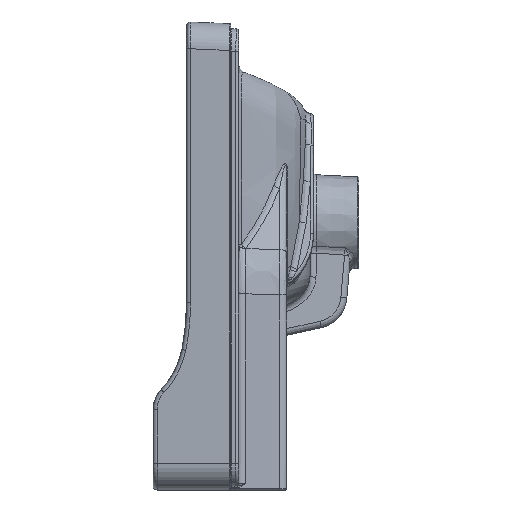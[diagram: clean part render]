
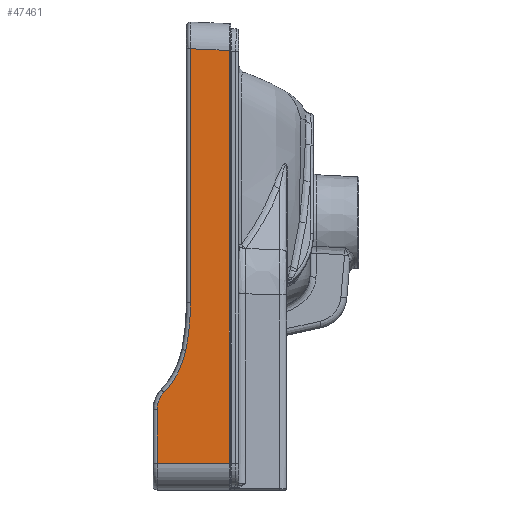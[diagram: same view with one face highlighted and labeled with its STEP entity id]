
A CAD part, left-side view. The second image highlights one B-rep face of the part: STEP entity #47461.
In plain terms, the highlighted planar face has unit normal (-1, 0, 0).
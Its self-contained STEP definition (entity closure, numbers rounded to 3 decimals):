
#365 = EDGE_CURVE ( 'NONE', #36113, #42571, #50913, .T. ) ;
#1321 = LINE ( 'NONE', #11493, #18095 ) ;
#1857 = CARTESIAN_POINT ( 'NONE',  ( -200., 78., 175. ) ) ;
#2088 = CARTESIAN_POINT ( 'NONE',  ( -200., 107., -35. ) ) ;
#2341 = ORIENTED_EDGE ( 'NONE', *, *, #365, .T. ) ;
#3051 = EDGE_LOOP ( 'NONE', ( #50971, #32415, #41955, #2341, #49097, #45808, #9993, #42742 ) ) ;
#3451 = DIRECTION ( 'NONE',  ( 0., 0., -1. ) ) ;
#3653 = CARTESIAN_POINT ( 'NONE',  ( -200., 113.25, -115. ) ) ;
#6179 = LINE ( 'NONE', #18520, #39715 ) ;
#6759 = VERTEX_POINT ( 'NONE', #30470 ) ;
#6874 = DIRECTION ( 'NONE',  ( 0., 0., 1. ) ) ;
#7172 = FACE_OUTER_BOUND ( 'NONE', #3051, .T. ) ;
#7792 = EDGE_CURVE ( 'NONE', #28923, #15222, #1321, .T. ) ;
#8938 = CARTESIAN_POINT ( 'NONE',  ( -200., 107., 154.981 ) ) ;
#9349 = DIRECTION ( 'NONE',  ( 0., 0., -1. ) ) ;
#9993 = ORIENTED_EDGE ( 'NONE', *, *, #38502, .T. ) ;
#10755 = CIRCLE ( 'NONE', #16782, 18.75 ) ;
#11493 = CARTESIAN_POINT ( 'NONE',  ( -200., 132., -155. ) ) ;
#11503 = CARTESIAN_POINT ( 'NONE',  ( -200., 110.867, 155.15 ) ) ;
#12370 = CARTESIAN_POINT ( 'NONE',  ( -200., 132., -115. ) ) ;
#14962 = VERTEX_POINT ( 'NONE', #33718 ) ;
#15222 = VERTEX_POINT ( 'NONE', #39591 ) ;
#15731 = AXIS2_PLACEMENT_3D ( 'NONE', #48025, #34884, #44005 ) ;
#16246 = DIRECTION ( 'NONE',  ( -1., 0., 0. ) ) ;
#16523 = VERTEX_POINT ( 'NONE', #31644 ) ;
#16782 = AXIS2_PLACEMENT_3D ( 'NONE', #3653, #16246, #43891 ) ;
#18095 = VECTOR ( 'NONE', #3451, 1000. ) ;
#18520 = CARTESIAN_POINT ( 'NONE',  ( -200., 110., -155. ) ) ;
#20791 = VECTOR ( 'NONE', #35384, 1000. ) ;
#21697 = CIRCLE ( 'NONE', #51706, 182.78 ) ;
#21936 = VECTOR ( 'NONE', #9349, 1000. ) ;
#22164 = CARTESIAN_POINT ( 'NONE',  ( -200., 289.78, -35. ) ) ;
#22231 = LINE ( 'NONE', #1857, #51664 ) ;
#22580 = CIRCLE ( 'NONE', #15731, 63.609 ) ;
#22699 = DIRECTION ( 'NONE',  ( 1., 0., 0. ) ) ;
#26021 = AXIS2_PLACEMENT_3D ( 'NONE', #40434, #32369, #32640 ) ;
#28923 = VERTEX_POINT ( 'NONE', #12370 ) ;
#29549 = DIRECTION ( 'NONE',  ( 0., -1., 0. ) ) ;
#30470 = CARTESIAN_POINT ( 'NONE',  ( -200., 78., 153.715 ) ) ;
#31644 = CARTESIAN_POINT ( 'NONE',  ( -200., 110.497, -70.584 ) ) ;
#32369 = DIRECTION ( 'NONE',  ( -1., 0., 0. ) ) ;
#32415 = ORIENTED_EDGE ( 'NONE', *, *, #41499, .T. ) ;
#32640 = DIRECTION ( 'NONE',  ( 0., 0., 1. ) ) ;
#33718 = CARTESIAN_POINT ( 'NONE',  ( -200., 78., -155. ) ) ;
#34584 = DIRECTION ( 'NONE',  ( 0., 0., 1. ) ) ;
#34884 = DIRECTION ( 'NONE',  ( 1., 0., 0. ) ) ;
#34914 = CARTESIAN_POINT ( 'NONE',  ( -200., 107., -35. ) ) ;
#35384 = DIRECTION ( 'NONE',  ( 0., 0.999, 0.044 ) ) ;
#36113 = VERTEX_POINT ( 'NONE', #8938 ) ;
#38502 = EDGE_CURVE ( 'NONE', #45041, #28923, #10755, .T. ) ;
#39591 = CARTESIAN_POINT ( 'NONE',  ( -200., 132., -155. ) ) ;
#39715 = VECTOR ( 'NONE', #29549, 1000. ) ;
#40434 = CARTESIAN_POINT ( 'NONE',  ( -200., 110., 175. ) ) ;
#41499 = EDGE_CURVE ( 'NONE', #14962, #6759, #22231, .T. ) ;
#41955 = ORIENTED_EDGE ( 'NONE', *, *, #49561, .T. ) ;
#41964 = EDGE_CURVE ( 'NONE', #42571, #16523, #21697, .T. ) ;
#42571 = VERTEX_POINT ( 'NONE', #34914 ) ;
#42742 = ORIENTED_EDGE ( 'NONE', *, *, #7792, .T. ) ;
#43167 = LINE ( 'NONE', #11503, #20791 ) ;
#43891 = DIRECTION ( 'NONE',  ( 0., 0., 1. ) ) ;
#44005 = DIRECTION ( 'NONE',  ( 0., 0., 1. ) ) ;
#44849 = EDGE_CURVE ( 'NONE', #15222, #14962, #6179, .T. ) ;
#44957 = EDGE_CURVE ( 'NONE', #16523, #45041, #22580, .T. ) ;
#45041 = VERTEX_POINT ( 'NONE', #51520 ) ;
#45808 = ORIENTED_EDGE ( 'NONE', *, *, #44957, .T. ) ;
#47461 = ADVANCED_FACE ( 'NONE', ( #7172 ), #52244, .T. ) ;
#48025 = CARTESIAN_POINT ( 'NONE',  ( -200., 172.89, -58.2 ) ) ;
#49097 = ORIENTED_EDGE ( 'NONE', *, *, #41964, .T. ) ;
#49561 = EDGE_CURVE ( 'NONE', #6759, #36113, #43167, .T. ) ;
#50913 = LINE ( 'NONE', #2088, #21936 ) ;
#50971 = ORIENTED_EDGE ( 'NONE', *, *, #44849, .T. ) ;
#51520 = CARTESIAN_POINT ( 'NONE',  ( -200., 126.828, -102.069 ) ) ;
#51664 = VECTOR ( 'NONE', #34584, 1000. ) ;
#51706 = AXIS2_PLACEMENT_3D ( 'NONE', #22164, #22699, #6874 ) ;
#52244 = PLANE ( 'NONE',  #26021 ) ;
